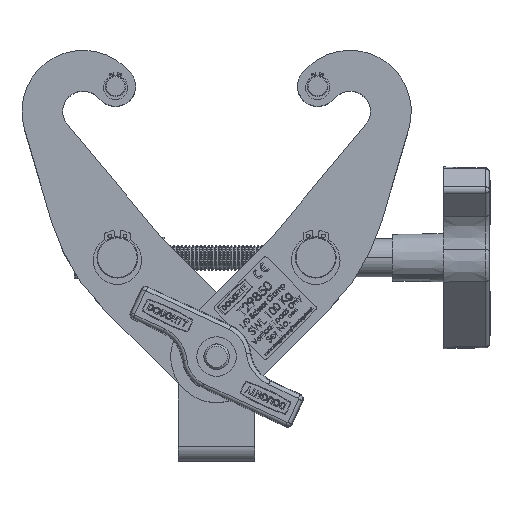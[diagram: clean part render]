
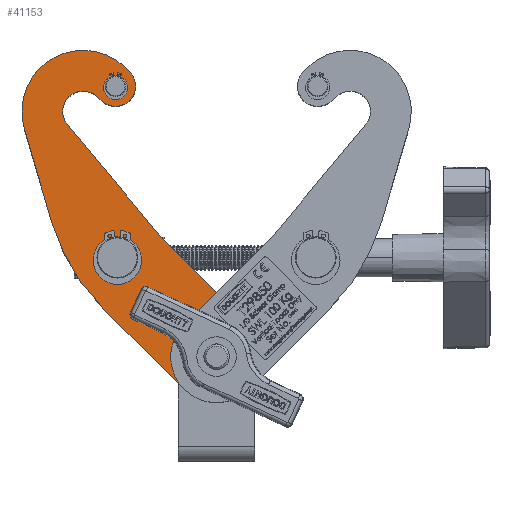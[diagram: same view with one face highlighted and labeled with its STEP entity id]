
A CAD part, top view. The second image highlights one B-rep face of the part: STEP entity #41153.
In plain terms, the highlighted planar face has unit normal (0, 0, 1).
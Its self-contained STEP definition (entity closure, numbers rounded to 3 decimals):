
#692 = DIRECTION ( 'NONE',  ( 0.052, -0.999, 0. ) ) ;
#913 = VECTOR ( 'NONE', #692, 1000. ) ;
#1698 = CARTESIAN_POINT ( 'NONE',  ( 31., 105., 1.5 ) ) ;
#2449 = EDGE_CURVE ( 'NONE', #66138, #23106, #8689, .T. ) ;
#3618 = DIRECTION ( 'NONE',  ( 0., 0., 1. ) ) ;
#3619 = AXIS2_PLACEMENT_3D ( 'NONE', #80254, #54171, #95507 ) ;
#3923 = CARTESIAN_POINT ( 'NONE',  ( 51.2, 103., 1.5 ) ) ;
#4171 = CIRCLE ( 'NONE', #14668, 8.2 ) ;
#4756 = CARTESIAN_POINT ( 'NONE',  ( -5.2, 0., 1.5 ) ) ;
#4809 = AXIS2_PLACEMENT_3D ( 'NONE', #94707, #3618, #45012 ) ;
#5820 = CARTESIAN_POINT ( 'NONE',  ( -8.177, 83.409, 1.5 ) ) ;
#5988 = EDGE_CURVE ( 'NONE', #45215, #85330, #61813, .T. ) ;
#6793 = VERTEX_POINT ( 'NONE', #43991 ) ;
#8498 = ORIENTED_EDGE ( 'NONE', *, *, #2449, .T. ) ;
#8689 = LINE ( 'NONE', #84845, #913 ) ;
#8765 = AXIS2_PLACEMENT_3D ( 'NONE', #40753, #57475, #98772 ) ;
#9769 = EDGE_LOOP ( 'NONE', ( #31640, #49347 ) ) ;
#10089 = VECTOR ( 'NONE', #72685, 1000. ) ;
#11299 = CARTESIAN_POINT ( 'NONE',  ( 9.947, 116.523, 1.5 ) ) ;
#11624 = FACE_OUTER_BOUND ( 'NONE', #78926, .T. ) ;
#12668 = CIRCLE ( 'NONE', #26568, 8. ) ;
#13461 = ORIENTED_EDGE ( 'NONE', *, *, #16286, .F. ) ;
#14668 = AXIS2_PLACEMENT_3D ( 'NONE', #33156, #24073, #24788 ) ;
#14980 = VECTOR ( 'NONE', #22517, 1000. ) ;
#15339 = VERTEX_POINT ( 'NONE', #11299 ) ;
#16286 = EDGE_CURVE ( 'NONE', #97380, #6793, #56117, .T. ) ;
#17041 = VERTEX_POINT ( 'NONE', #76107 ) ;
#18678 = DIRECTION ( 'NONE',  ( 0., 0., 1. ) ) ;
#19249 = CARTESIAN_POINT ( 'NONE',  ( 31., 105., 1.5 ) ) ;
#19600 = CIRCLE ( 'NONE', #8765, 18. ) ;
#19809 = EDGE_LOOP ( 'NONE', ( #51440, #13461 ) ) ;
#21599 = VERTEX_POINT ( 'NONE', #82487 ) ;
#22133 = CIRCLE ( 'NONE', #30994, 7.875 ) ;
#22517 = DIRECTION ( 'NONE',  ( 0., -1., 0. ) ) ;
#23106 = VERTEX_POINT ( 'NONE', #41852 ) ;
#23670 = LINE ( 'NONE', #32170, #88563 ) ;
#24073 = DIRECTION ( 'NONE',  ( 0., 0., 1. ) ) ;
#24788 = DIRECTION ( 'NONE',  ( 1., 0., 0. ) ) ;
#26568 = AXIS2_PLACEMENT_3D ( 'NONE', #19249, #100925, #36001 ) ;
#27271 = PLANE ( 'NONE',  #40915 ) ;
#29211 = VERTEX_POINT ( 'NONE', #5820 ) ;
#30994 = AXIS2_PLACEMENT_3D ( 'NONE', #89136, #47116, #39452 ) ;
#31640 = ORIENTED_EDGE ( 'NONE', *, *, #69368, .F. ) ;
#32170 = CARTESIAN_POINT ( 'NONE',  ( 18., 0., 1.5 ) ) ;
#33156 = CARTESIAN_POINT ( 'NONE',  ( 0., 55., 1.5 ) ) ;
#33907 = EDGE_CURVE ( 'NONE', #72762, #81365, #23670, .T. ) ;
#34952 = CARTESIAN_POINT ( 'NONE',  ( 0., 0., 1.5 ) ) ;
#36001 = DIRECTION ( 'NONE',  ( 1., 0., 0. ) ) ;
#37870 = ORIENTED_EDGE ( 'NONE', *, *, #48058, .T. ) ;
#37988 = CARTESIAN_POINT ( 'NONE',  ( -18., 45., 1.5 ) ) ;
#39452 = DIRECTION ( 'NONE',  ( 1., 0., 0. ) ) ;
#40753 = CARTESIAN_POINT ( 'NONE',  ( 0., 0., 1.5 ) ) ;
#40915 = AXIS2_PLACEMENT_3D ( 'NONE', #84272, #42980, #84988 ) ;
#40991 = DIRECTION ( 'NONE',  ( 0., 0., 1. ) ) ;
#41028 = CARTESIAN_POINT ( 'NONE',  ( 62., 45., 1.5 ) ) ;
#41089 = CARTESIAN_POINT ( 'NONE',  ( 9.947, 116.523, 1.5 ) ) ;
#41153 = ADVANCED_FACE ( 'NONE', ( #67485, #72702, #11624, #97376 ), #27271, .T. ) ;
#41757 = DIRECTION ( 'NONE',  ( -1., 0., 0. ) ) ;
#41852 = CARTESIAN_POINT ( 'NONE',  ( 39.135, 102.594, 1.5 ) ) ;
#42980 = DIRECTION ( 'NONE',  ( 0., 0., 1. ) ) ;
#43991 = CARTESIAN_POINT ( 'NONE',  ( 8.2, 55., 1.5 ) ) ;
#45012 = DIRECTION ( 'NONE',  ( 1., 0., 0. ) ) ;
#45215 = VERTEX_POINT ( 'NONE', #37988 ) ;
#46164 = AXIS2_PLACEMENT_3D ( 'NONE', #41028, #49393, #41757 ) ;
#46433 = ORIENTED_EDGE ( 'NONE', *, *, #66511, .F. ) ;
#46786 = CARTESIAN_POINT ( 'NONE',  ( 47., 103., 1.5 ) ) ;
#47116 = DIRECTION ( 'NONE',  ( 0., 0., 1. ) ) ;
#48058 = EDGE_CURVE ( 'NONE', #21599, #15339, #98267, .T. ) ;
#48378 = EDGE_CURVE ( 'NONE', #29211, #45215, #83998, .T. ) ;
#49041 = ORIENTED_EDGE ( 'NONE', *, *, #97607, .T. ) ;
#49347 = ORIENTED_EDGE ( 'NONE', *, *, #86772, .F. ) ;
#49393 = DIRECTION ( 'NONE',  ( 0., 0., 1. ) ) ;
#49647 = AXIS2_PLACEMENT_3D ( 'NONE', #1698, #18678, #60517 ) ;
#51440 = ORIENTED_EDGE ( 'NONE', *, *, #81636, .F. ) ;
#51945 = VERTEX_POINT ( 'NONE', #53604 ) ;
#53604 = CARTESIAN_POINT ( 'NONE',  ( 5.2, 0., 1.5 ) ) ;
#54171 = DIRECTION ( 'NONE',  ( 0., 0., 1. ) ) ;
#56117 = CIRCLE ( 'NONE', #3619, 8.2 ) ;
#57363 = AXIS2_PLACEMENT_3D ( 'NONE', #46786, #63808, #104787 ) ;
#57475 = DIRECTION ( 'NONE',  ( 0., 0., 1. ) ) ;
#57757 = CIRCLE ( 'NONE', #75428, 5.2 ) ;
#60517 = DIRECTION ( 'NONE',  ( 1., 0., 0. ) ) ;
#61751 = AXIS2_PLACEMENT_3D ( 'NONE', #74008, #40991, #90331 ) ;
#61813 = LINE ( 'NONE', #64655, #14980 ) ;
#63808 = DIRECTION ( 'NONE',  ( 0., 0., 1. ) ) ;
#64655 = CARTESIAN_POINT ( 'NONE',  ( -18., 0., 1.5 ) ) ;
#64702 = LINE ( 'NONE', #41089, #10089 ) ;
#65439 = CARTESIAN_POINT ( 'NONE',  ( 38.989, 105.413, 1.5 ) ) ;
#65485 = EDGE_CURVE ( 'NONE', #23106, #21599, #22133, .T. ) ;
#66138 = VERTEX_POINT ( 'NONE', #65439 ) ;
#66511 = EDGE_CURVE ( 'NONE', #72794, #86321, #72684, .T. ) ;
#67013 = CIRCLE ( 'NONE', #4809, 5.2 ) ;
#67485 = FACE_BOUND ( 'NONE', #89565, .T. ) ;
#68350 = DIRECTION ( 'NONE',  ( 0., 0., 1. ) ) ;
#69368 = EDGE_CURVE ( 'NONE', #100302, #51945, #67013, .T. ) ;
#69473 = CIRCLE ( 'NONE', #57363, 4.2 ) ;
#72464 = CARTESIAN_POINT ( 'NONE',  ( 18., 50., 1.5 ) ) ;
#72684 = CIRCLE ( 'NONE', #61751, 4.2 ) ;
#72685 = DIRECTION ( 'NONE',  ( -0.48, -0.877, 0. ) ) ;
#72702 = FACE_BOUND ( 'NONE', #19809, .T. ) ;
#72762 = VERTEX_POINT ( 'NONE', #104398 ) ;
#72794 = VERTEX_POINT ( 'NONE', #3923 ) ;
#74008 = CARTESIAN_POINT ( 'NONE',  ( 47., 103., 1.5 ) ) ;
#74416 = ORIENTED_EDGE ( 'NONE', *, *, #86180, .F. ) ;
#75428 = AXIS2_PLACEMENT_3D ( 'NONE', #34952, #68350, #94450 ) ;
#75596 = CARTESIAN_POINT ( 'NONE',  ( -18., 0., 1.5 ) ) ;
#76107 = CARTESIAN_POINT ( 'NONE',  ( 23.032, 105.72, 1.5 ) ) ;
#78182 = CARTESIAN_POINT ( 'NONE',  ( -8.2, 55., 1.5 ) ) ;
#78926 = EDGE_LOOP ( 'NONE', ( #103522, #94399, #92404, #83234, #8498, #84893, #37870, #49041, #104677, #90779 ) ) ;
#80254 = CARTESIAN_POINT ( 'NONE',  ( 0., 55., 1.5 ) ) ;
#81365 = VERTEX_POINT ( 'NONE', #85849 ) ;
#81636 = EDGE_CURVE ( 'NONE', #6793, #97380, #4171, .T. ) ;
#82487 = CARTESIAN_POINT ( 'NONE',  ( 54.815, 102.023, 1.5 ) ) ;
#83234 = ORIENTED_EDGE ( 'NONE', *, *, #84164, .T. ) ;
#83397 = VECTOR ( 'NONE', #104389, 1000. ) ;
#83998 = CIRCLE ( 'NONE', #46164, 80. ) ;
#84164 = EDGE_CURVE ( 'NONE', #17041, #66138, #12668, .T. ) ;
#84272 = CARTESIAN_POINT ( 'NONE',  ( 0., 0., 1.5 ) ) ;
#84845 = CARTESIAN_POINT ( 'NONE',  ( 39.135, 102.594, 1.5 ) ) ;
#84893 = ORIENTED_EDGE ( 'NONE', *, *, #65485, .T. ) ;
#84988 = DIRECTION ( 'NONE',  ( 1., 0., 0. ) ) ;
#85330 = VERTEX_POINT ( 'NONE', #75596 ) ;
#85849 = CARTESIAN_POINT ( 'NONE',  ( 18., 50., 1.5 ) ) ;
#86180 = EDGE_CURVE ( 'NONE', #86321, #72794, #69473, .T. ) ;
#86321 = VERTEX_POINT ( 'NONE', #97868 ) ;
#86772 = EDGE_CURVE ( 'NONE', #51945, #100302, #57757, .T. ) ;
#88563 = VECTOR ( 'NONE', #90244, 1000. ) ;
#89136 = CARTESIAN_POINT ( 'NONE',  ( 47., 103., 1.5 ) ) ;
#89236 = EDGE_CURVE ( 'NONE', #85330, #72762, #19600, .T. ) ;
#89565 = EDGE_LOOP ( 'NONE', ( #46433, #74416 ) ) ;
#90244 = DIRECTION ( 'NONE',  ( 0., 1., 0. ) ) ;
#90331 = DIRECTION ( 'NONE',  ( 1., 0., 0. ) ) ;
#90779 = ORIENTED_EDGE ( 'NONE', *, *, #5988, .T. ) ;
#92404 = ORIENTED_EDGE ( 'NONE', *, *, #93465, .T. ) ;
#93465 = EDGE_CURVE ( 'NONE', #81365, #17041, #98900, .T. ) ;
#94399 = ORIENTED_EDGE ( 'NONE', *, *, #33907, .T. ) ;
#94450 = DIRECTION ( 'NONE',  ( 1., 0., 0. ) ) ;
#94707 = CARTESIAN_POINT ( 'NONE',  ( 0., 0., 1.5 ) ) ;
#95507 = DIRECTION ( 'NONE',  ( 1., 0., 0. ) ) ;
#97376 = FACE_BOUND ( 'NONE', #9769, .T. ) ;
#97380 = VERTEX_POINT ( 'NONE', #78182 ) ;
#97607 = EDGE_CURVE ( 'NONE', #15339, #29211, #64702, .T. ) ;
#97868 = CARTESIAN_POINT ( 'NONE',  ( 42.8, 103., 1.5 ) ) ;
#98267 = CIRCLE ( 'NONE', #49647, 24. ) ;
#98772 = DIRECTION ( 'NONE',  ( 1., 0., 0. ) ) ;
#98900 = LINE ( 'NONE', #72464, #83397 ) ;
#100302 = VERTEX_POINT ( 'NONE', #4756 ) ;
#100925 = DIRECTION ( 'NONE',  ( 0., 0., -1. ) ) ;
#103522 = ORIENTED_EDGE ( 'NONE', *, *, #89236, .T. ) ;
#104389 = DIRECTION ( 'NONE',  ( 0.09, 0.996, 0. ) ) ;
#104398 = CARTESIAN_POINT ( 'NONE',  ( 18., 0., 1.5 ) ) ;
#104677 = ORIENTED_EDGE ( 'NONE', *, *, #48378, .T. ) ;
#104787 = DIRECTION ( 'NONE',  ( 1., 0., 0. ) ) ;
